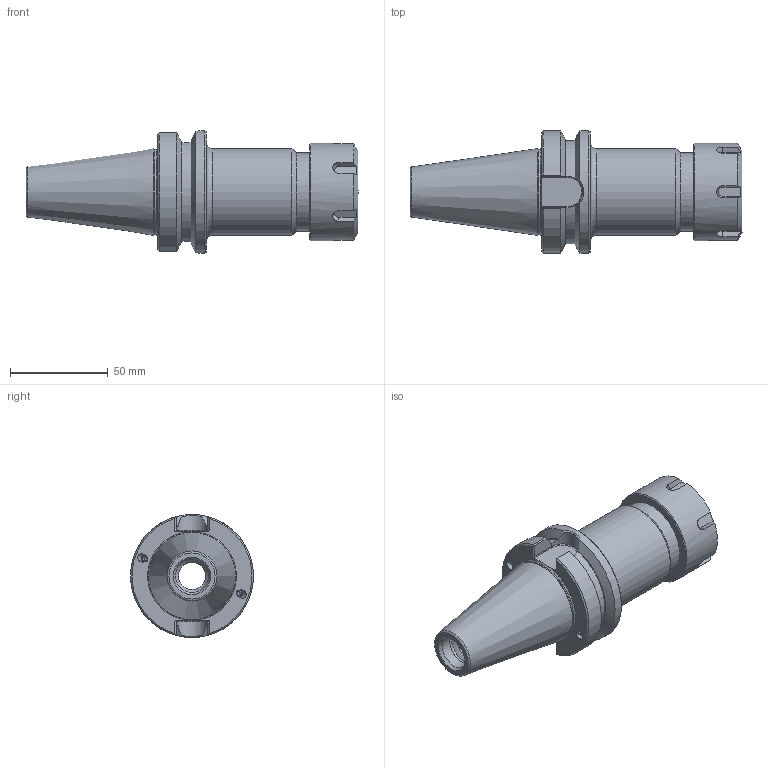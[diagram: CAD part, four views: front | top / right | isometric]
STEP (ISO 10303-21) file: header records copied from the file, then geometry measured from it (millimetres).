
FILE_DESCRIPTION((''),'2;1');
FILE_NAME('B40BC-32ERP412.iam.stp','2014-06-02T14:16:08',(''),(''),'Autodesk Inventor 2012','Autodesk Inventor 2012','');
FILE_SCHEMA(('AUTOMOTIVE_DESIGN { 1 0 10303 214 1 1 1 1 }'));
Length unit declared in the file: inch
Products named in the file (5): B40BC-32ERP412; B40BCB-32ER4-1; 029-965; 32ERPN
Assembly tree (5 placements, depth 3):
  B40BC-32ERP412
    B40BCB-32ER4-1
      B40BCB-32ER4-1
      029-965  x2
    32ERPN
Bounding box: 170.05 x 62.99 x 62.99 mm (x, y, z)
Volume: 196012 mm3; surface area: 45345.1 mm2
Topology: 4 solids, 4 shells, 157 faces, 372 edges, 235 vertices
Faces by surface type: plane 68, cylinder 39, cone 36, torus 10, bspline 2, sphere 2
Full cylindrical faces by diameter (mm): 3.3 x2, 4 x4, 4.1 x2, 4.2 x2, 13.843 x1, 17.013 x1, 17.623 x1, 18.923 x1, 23.495 x1, 27 x1, 30.48 x1, 33.147 x1, 38.684 x1, 40 x1, 40.513 x1, 43.942 x1, 44.45 x1, 49.733 x1, 62.992 x1
Entity records: 4199 total; most frequent: CARTESIAN_POINT 1035, DIRECTION 626, ORIENTED_EDGE 558, EDGE_CURVE 279, AXIS2_PLACEMENT_3D 258, EDGE_LOOP 210, VERTEX_POINT 205, FACE_OUTER_BOUND 141
